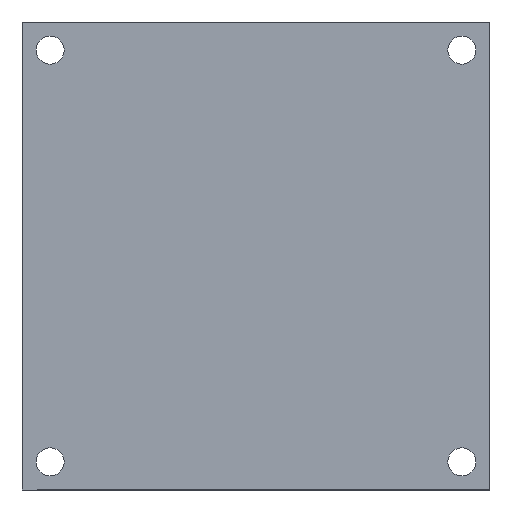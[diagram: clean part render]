
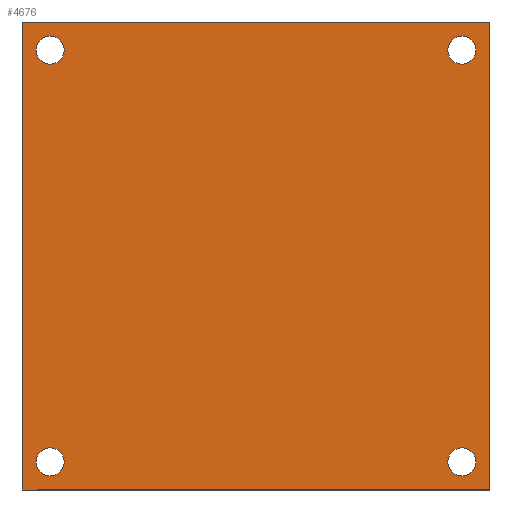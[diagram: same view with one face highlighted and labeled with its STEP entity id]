
A CAD part, front view. The second image highlights one B-rep face of the part: STEP entity #4676.
In plain terms, the highlighted planar face has unit normal (0, -1, 0).
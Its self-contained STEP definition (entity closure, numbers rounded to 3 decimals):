
#197=FACE_BOUND('',#791,.T.);
#198=FACE_BOUND('',#792,.T.);
#199=FACE_BOUND('',#793,.T.);
#200=FACE_BOUND('',#794,.T.);
#263=CIRCLE('',#5106,1.5);
#264=CIRCLE('',#5108,1.5);
#265=CIRCLE('',#5110,1.5);
#266=CIRCLE('',#5111,1.5);
#486=FACE_OUTER_BOUND('',#790,.T.);
#790=EDGE_LOOP('',(#3961,#3962,#3963,#3964));
#791=EDGE_LOOP('',(#3965));
#792=EDGE_LOOP('',(#3966));
#793=EDGE_LOOP('',(#3967));
#794=EDGE_LOOP('',(#3968));
#1294=LINE('',#7692,#1838);
#1297=LINE('',#7697,#1841);
#1300=LINE('',#7708,#1844);
#1301=LINE('',#7709,#1845);
#1838=VECTOR('',#6133,10.);
#1841=VECTOR('',#6138,10.);
#1844=VECTOR('',#6151,10.);
#1845=VECTOR('',#6152,10.);
#2277=VERTEX_POINT('',#7689);
#2278=VERTEX_POINT('',#7691);
#2279=VERTEX_POINT('',#7695);
#2280=VERTEX_POINT('',#7699);
#2281=VERTEX_POINT('',#7703);
#2282=VERTEX_POINT('',#7707);
#2283=VERTEX_POINT('',#7710);
#2284=VERTEX_POINT('',#7712);
#2852=EDGE_CURVE('',#2278,#2277,#1294,.T.);
#2855=EDGE_CURVE('',#2277,#2279,#1297,.T.);
#2856=EDGE_CURVE('',#2280,#2280,#263,.T.);
#2858=EDGE_CURVE('',#2281,#2281,#264,.T.);
#2860=EDGE_CURVE('',#2279,#2282,#1300,.T.);
#2861=EDGE_CURVE('',#2278,#2282,#1301,.T.);
#2862=EDGE_CURVE('',#2283,#2283,#265,.T.);
#2863=EDGE_CURVE('',#2284,#2284,#266,.T.);
#3961=ORIENTED_EDGE('',*,*,#2852,.T.);
#3962=ORIENTED_EDGE('',*,*,#2855,.T.);
#3963=ORIENTED_EDGE('',*,*,#2860,.T.);
#3964=ORIENTED_EDGE('',*,*,#2861,.F.);
#3965=ORIENTED_EDGE('',*,*,#2862,.F.);
#3966=ORIENTED_EDGE('',*,*,#2863,.F.);
#3967=ORIENTED_EDGE('',*,*,#2858,.T.);
#3968=ORIENTED_EDGE('',*,*,#2856,.T.);
#4422=PLANE('',#5109);
#4676=ADVANCED_FACE('',(#486,#197,#198,#199,#200),#4422,.T.);
#5106=AXIS2_PLACEMENT_3D('',#7700,#6141,#6142);
#5108=AXIS2_PLACEMENT_3D('',#7704,#6146,#6147);
#5109=AXIS2_PLACEMENT_3D('',#7706,#6149,#6150);
#5110=AXIS2_PLACEMENT_3D('',#7711,#6153,#6154);
#5111=AXIS2_PLACEMENT_3D('',#7713,#6155,#6156);
#6133=DIRECTION('',(-1.,0.,0.));
#6138=DIRECTION('',(0.,0.,-1.));
#6141=DIRECTION('center_axis',(0.,1.,0.));
#6142=DIRECTION('ref_axis',(-1.,0.,0.));
#6146=DIRECTION('center_axis',(0.,1.,0.));
#6147=DIRECTION('ref_axis',(-1.,0.,0.));
#6149=DIRECTION('center_axis',(0.,-1.,0.));
#6150=DIRECTION('ref_axis',(-1.,0.,0.));
#6151=DIRECTION('',(1.,0.,0.));
#6152=DIRECTION('',(0.,0.,-1.));
#6153=DIRECTION('center_axis',(0.,-1.,0.));
#6154=DIRECTION('ref_axis',(1.,0.,0.));
#6155=DIRECTION('center_axis',(0.,-1.,0.));
#6156=DIRECTION('ref_axis',(1.,0.,0.));
#7689=CARTESIAN_POINT('',(-43.5,-26.1,13.6));
#7691=CARTESIAN_POINT('',(6.5,-26.1,13.6));
#7692=CARTESIAN_POINT('',(46.5,-26.1,13.6));
#7695=CARTESIAN_POINT('',(-43.5,-26.1,-36.4));
#7697=CARTESIAN_POINT('',(-43.5,-26.1,13.6));
#7699=CARTESIAN_POINT('',(-39.,-26.1,-33.4));
#7700=CARTESIAN_POINT('Origin',(-40.5,-26.1,-33.4));
#7703=CARTESIAN_POINT('',(-39.,-26.1,10.6));
#7704=CARTESIAN_POINT('Origin',(-40.5,-26.1,10.6));
#7706=CARTESIAN_POINT('Origin',(1.5,-26.1,-11.4));
#7707=CARTESIAN_POINT('',(6.5,-26.1,-36.4));
#7708=CARTESIAN_POINT('',(-43.5,-26.1,-36.4));
#7709=CARTESIAN_POINT('',(6.5,-26.1,13.6));
#7710=CARTESIAN_POINT('',(2.,-26.1,-33.4));
#7711=CARTESIAN_POINT('Origin',(3.5,-26.1,-33.4));
#7712=CARTESIAN_POINT('',(2.,-26.1,10.6));
#7713=CARTESIAN_POINT('Origin',(3.5,-26.1,10.6));
